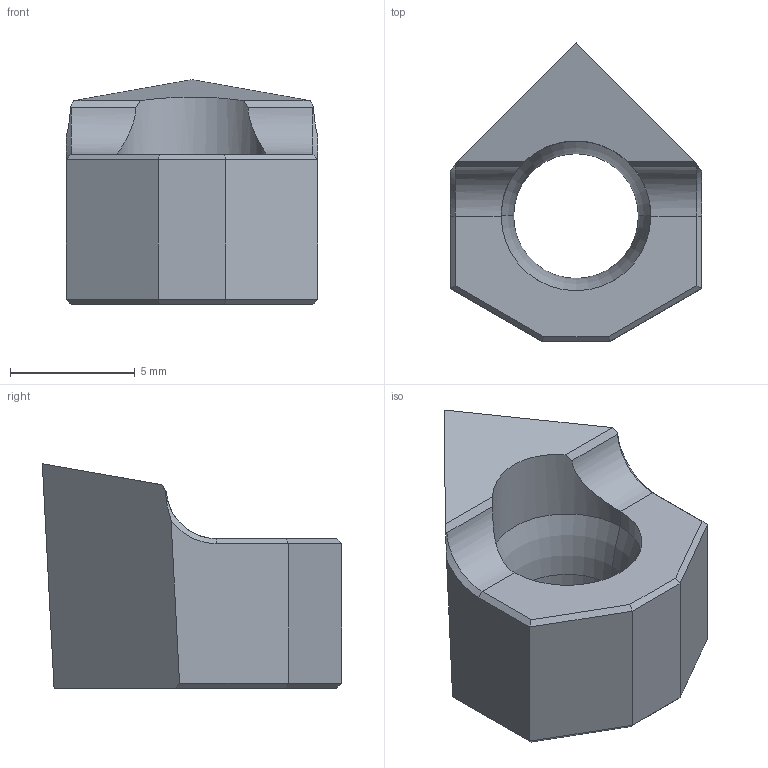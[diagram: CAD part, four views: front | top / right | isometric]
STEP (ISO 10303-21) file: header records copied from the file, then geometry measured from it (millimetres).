
FILE_DESCRIPTION (( 'STEP AP203' ), '1' );
FILE_NAME ('IN-SQ-13_16.STEP', '2023-07-18T09:49:52', ( 'TECNICO' ), ( '' ), 'SwSTEP 2.0', 'SolidWorks 2020', '' );
FILE_SCHEMA (( 'CONFIG_CONTROL_DESIGN' ));
Length unit declared in the file: millimetre
Products named in the file (1): IN-SQ-13_16
Bounding box: 10.08 x 12 x 9 mm (x, y, z)
Volume: 429.6 mm3; surface area: 481.7 mm2
Topology: 1 solids, 1 shells, 32 faces, 79 edges, 48 vertices
Faces by surface type: plane 22, cylinder 6, torus 2, cone 2
Entity records: 1037 total; most frequent: CARTESIAN_POINT 217, ORIENTED_EDGE 158, DIRECTION 147, EDGE_CURVE 79, VECTOR 55, LINE 55, VERTEX_POINT 48, AXIS2_PLACEMENT_3D 46
